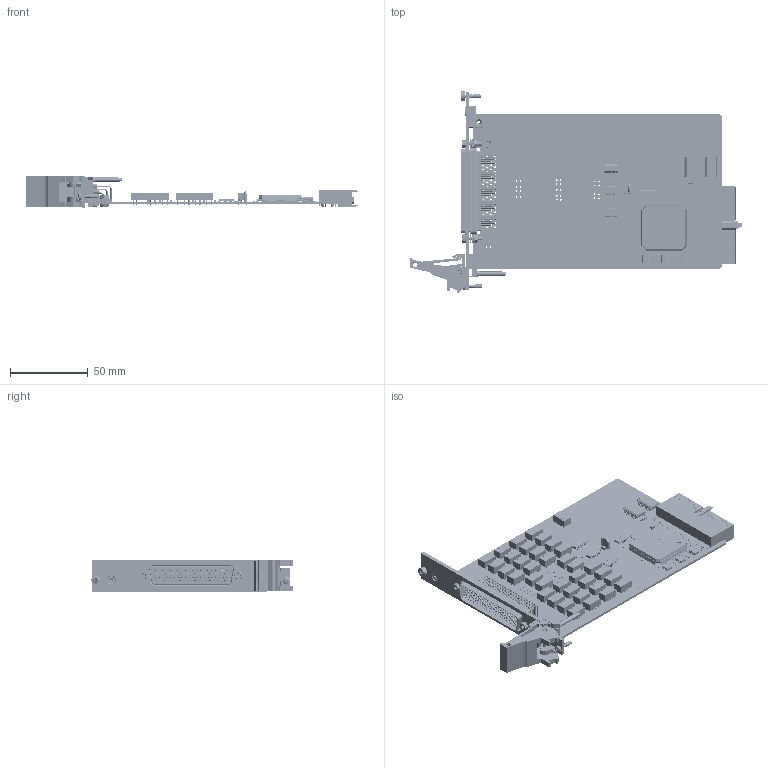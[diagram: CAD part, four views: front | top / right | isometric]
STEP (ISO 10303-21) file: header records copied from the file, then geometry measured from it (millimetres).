
FILE_DESCRIPTION (( 'STEP AP214' ), '1' );
FILE_NAME ('40-635-004 PXI EMR MUX Single 8CH 8 Pole Module.STEP', '2013-09-04T08:27:32', ( 'admin' ), ( '' ), 'SwSTEP 2.0', 'SolidWorks 2012', '' );
FILE_SCHEMA (( 'AUTOMOTIVE_DESIGN' ));
Length unit declared in the file: millimetre
Products named in the file (1): 40-635-004 PXI EMR MUX Single 8CH 8 Pole Module
Bounding box: 214.01 x 129.67 x 20 mm (x, y, z)
Surface area: 74972.8 mm2 (no closed solid volume)
Topology: 0 solids, 1143 shells, 4591 faces, 17346 edges, 13290 vertices
Faces by surface type: plane 2880, cylinder 1450, torus 195, bspline 33, cone 27, sphere 6
Full cylindrical faces by diameter (mm): 0.4 x296, 0.5 x1, 0.6 x184, 0.7 x5, 0.75 x195, 0.77 x156, 0.8 x3, 1.016 x29, 1.19 x78, 1.496 x2, 2 x7, 2.05 x3, 2.497 x1, 2.5 x7, 2.6 x1, 2.7 x1, 2.8 x1, 2.9 x1, 3 x5, 3.1 x1, 4.7 x1, 4.85 x1, 5 x5, 5.2 x2, 5.3 x1, 5.5 x2, 5.7 x3, 6 x1
Entity records: 233519 total; most frequent: CARTESIAN_POINT 42185, DIRECTION 29073, ORIENTED_EDGE 21778, EDGE_CURVE 16041, VERTEX_POINT 13166, VECTOR 11073, LINE 11073, AXIS2_PLACEMENT_3D 9000
